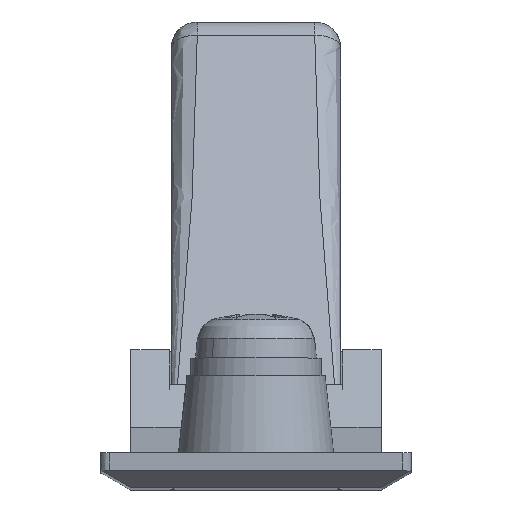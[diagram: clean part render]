
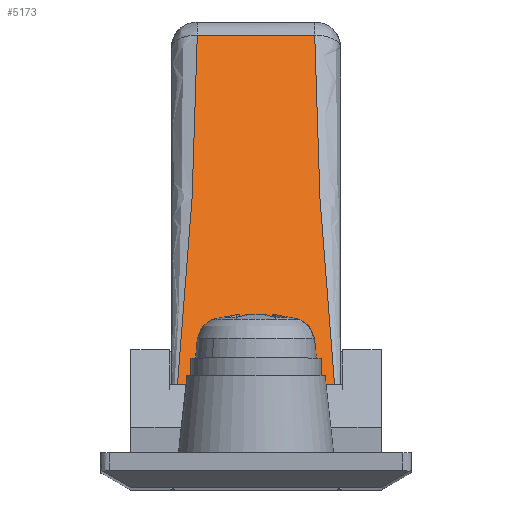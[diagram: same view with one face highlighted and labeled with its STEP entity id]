
A CAD part, top view. The second image highlights one B-rep face of the part: STEP entity #5173.
In plain terms, the highlighted free-form (B-spline) face has degree [1, 1] with [2, 2] control points.
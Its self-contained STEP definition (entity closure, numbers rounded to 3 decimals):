
#1988=CARTESIAN_POINT('',(4.,-4.7,26.5));
#1989=VERTEX_POINT('',#1988);
#2163=CARTESIAN_POINT('',(26.238,-3.4,13.931));
#2164=VERTEX_POINT('',#2163);
#2178=CARTESIAN_POINT('',(4.,-4.7,26.5));
#2179=CARTESIAN_POINT('',(11.413,-4.05,22.31));
#2180=CARTESIAN_POINT('',(18.825,-3.4,18.12));
#2181=CARTESIAN_POINT('',(26.238,-3.4,13.931));
#2182=B_SPLINE_CURVE_WITH_KNOTS('',3,(#2178,#2179,#2180,#2181),.UNSPECIFIED.,.F.,.U.,(4,4),(0.093,1.0),.UNSPECIFIED.);
#2183=EDGE_CURVE('',#1989,#2164,#2182,.T.);
#2592=CARTESIAN_POINT('',(4.,4.7,26.5));
#2593=VERTEX_POINT('',#2592);
#2769=CARTESIAN_POINT('',(26.238,3.4,13.931));
#2770=VERTEX_POINT('',#2769);
#2792=CARTESIAN_POINT('',(26.238,3.4,13.931));
#2793=CARTESIAN_POINT('',(18.825,3.4,18.12));
#2794=CARTESIAN_POINT('',(11.413,4.05,22.31));
#2795=CARTESIAN_POINT('',(4.,4.7,26.5));
#2796=B_SPLINE_CURVE_WITH_KNOTS('',3,(#2792,#2793,#2794,#2795),.UNSPECIFIED.,.F.,.U.,(4,4),(0.093,1.),.UNSPECIFIED.);
#2797=EDGE_CURVE('',#2770,#2593,#2796,.T.);
#4894=CARTESIAN_POINT('',(26.238,-3.4,13.931));
#4895=CARTESIAN_POINT('',(26.238,3.4,13.931));
#4896=QUASI_UNIFORM_CURVE('',1,(#4894,#4895),.UNSPECIFIED.,.F.,.U.);
#4897=EDGE_CURVE('',#2164,#2770,#4896,.T.);
#5152=CARTESIAN_POINT('',(4.,-4.7,26.5));
#5153=CARTESIAN_POINT('',(4.,4.7,26.5));
#5154=QUASI_UNIFORM_CURVE('',1,(#5152,#5153),.UNSPECIFIED.,.F.,.U.);
#5155=EDGE_CURVE('',#1989,#2593,#5154,.T.);
#5162=CARTESIAN_POINT('',(27.349,-5.17,13.303));
#5163=CARTESIAN_POINT('',(2.889,-5.17,27.128));
#5164=CARTESIAN_POINT('',(27.349,5.17,13.303));
#5165=CARTESIAN_POINT('',(2.889,5.17,27.128));
#5166=B_SPLINE_SURFACE_WITH_KNOTS('',1,1,((#5162,#5164),(#5163,#5165)),.UNSPECIFIED.,.F.,.F.,.U.,(2,2),(2,2),(0.0,28.097),(0.0,10.339),.UNSPECIFIED.);
#5167=ORIENTED_EDGE('',*,*,#5155,.F.);
#5168=ORIENTED_EDGE('',*,*,#2183,.T.);
#5169=ORIENTED_EDGE('',*,*,#4897,.T.);
#5170=ORIENTED_EDGE('',*,*,#2797,.T.);
#5171=EDGE_LOOP('',(#5167,#5168,#5169,#5170));
#5172=FACE_OUTER_BOUND('',#5171,.T.);
#5173=ADVANCED_FACE('',(#5172),#5166,.F.);
